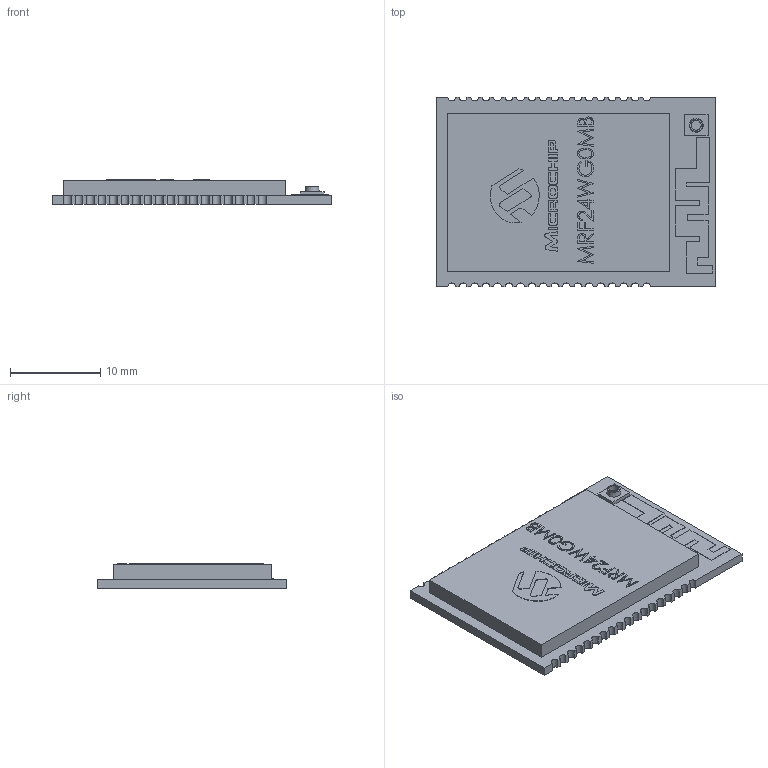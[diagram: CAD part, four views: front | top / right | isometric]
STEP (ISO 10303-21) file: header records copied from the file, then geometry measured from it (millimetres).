
FILE_DESCRIPTION (( 'STEP AP214' ), '1' );
FILE_NAME ('User Library-MRF24WG0MB-1.STEP', '2018-03-09T14:16:42', ( '' ), ( '' ), 'SwSTEP 2.0', 'SolidWorks 2018', '' );
FILE_SCHEMA (( 'AUTOMOTIVE_DESIGN' ));
Length unit declared in the file: millimetre
Products named in the file (1): User Library-MRF24WG0MB-1
Bounding box: 31 x 21 x 2.75 mm (x, y, z)
Volume: 1380.5 mm3; surface area: 1567.2 mm2
Topology: 1 solids, 1 shells, 413 faces, 1131 edges, 754 vertices
Faces by surface type: plane 290, cylinder 79, bspline 42, cone 2
Entity records: 20064 total; most frequent: CARTESIAN_POINT 5125, ORIENTED_EDGE 2262, DIRECTION 1953, EDGE_CURVE 1131, LINE 885, VECTOR 885, VERTEX_POINT 754, AXIS2_PLACEMENT_3D 534
